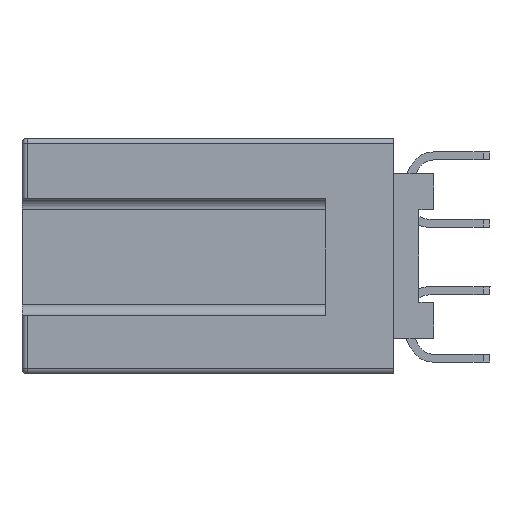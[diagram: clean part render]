
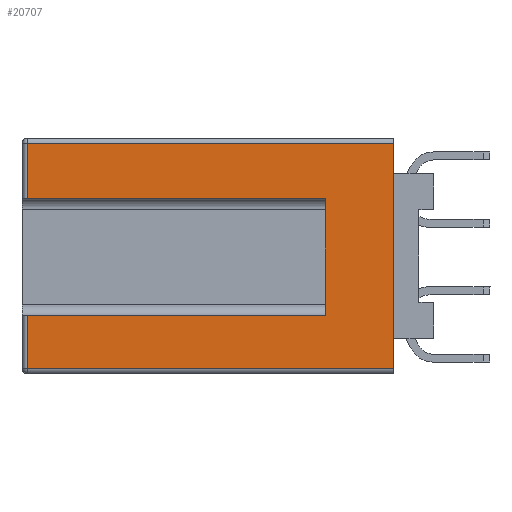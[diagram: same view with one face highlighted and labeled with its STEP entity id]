
A CAD part, left-side view. The second image highlights one B-rep face of the part: STEP entity #20707.
In plain terms, the highlighted planar face has unit normal (-1, 0, 0).
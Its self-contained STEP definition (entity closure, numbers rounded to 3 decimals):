
#629 = VERTEX_POINT ( 'NONE', #10350 ) ;
#662 = CARTESIAN_POINT ( 'NONE',  ( 0., 4.07, -6.68 ) ) ;
#1628 = CARTESIAN_POINT ( 'NONE',  ( 0., 15.3, -2.28 ) ) ;
#1674 = LINE ( 'NONE', #19559, #4597 ) ;
#1696 = VECTOR ( 'NONE', #27889, 1000. ) ;
#2042 = ORIENTED_EDGE ( 'NONE', *, *, #3968, .T. ) ;
#2463 = DIRECTION ( 'NONE',  ( 0., 0., -1. ) ) ;
#2489 = VERTEX_POINT ( 'NONE', #1628 ) ;
#2821 = LINE ( 'NONE', #14933, #28982 ) ;
#3170 = LINE ( 'NONE', #9327, #16915 ) ;
#3968 = EDGE_CURVE ( 'NONE', #18939, #629, #17165, .T. ) ;
#4093 = EDGE_CURVE ( 'NONE', #13097, #33581, #9992, .T. ) ;
#4597 = VECTOR ( 'NONE', #16577, 1000. ) ;
#7160 = CARTESIAN_POINT ( 'NONE',  ( 0., 4.07, -6.68 ) ) ;
#7429 = VECTOR ( 'NONE', #14181, 1000. ) ;
#7525 = VECTOR ( 'NONE', #2463, 1000. ) ;
#8927 = EDGE_CURVE ( 'NONE', #2489, #29868, #26253, .T. ) ;
#9322 = CARTESIAN_POINT ( 'NONE',  ( 0., 4.07, -2.28 ) ) ;
#9327 = CARTESIAN_POINT ( 'NONE',  ( 0., 1.5, 0. ) ) ;
#9988 = LINE ( 'NONE', #662, #23221 ) ;
#9992 = LINE ( 'NONE', #18942, #1696 ) ;
#10017 = ORIENTED_EDGE ( 'NONE', *, *, #16223, .T. ) ;
#10350 = CARTESIAN_POINT ( 'NONE',  ( 0., 1.5, -8.68 ) ) ;
#11698 = CARTESIAN_POINT ( 'NONE',  ( 0., 15.3, -0.2 ) ) ;
#11752 = DIRECTION ( 'NONE',  ( 0., 0., -1. ) ) ;
#12180 = EDGE_CURVE ( 'NONE', #29868, #33224, #1674, .T. ) ;
#12424 = EDGE_CURVE ( 'NONE', #30410, #18939, #14567, .T. ) ;
#13097 = VERTEX_POINT ( 'NONE', #25635 ) ;
#13242 = FACE_OUTER_BOUND ( 'NONE', #28323, .T. ) ;
#13443 = DIRECTION ( 'NONE',  ( 0., 0., -1. ) ) ;
#14181 = DIRECTION ( 'NONE',  ( 0., -1., 0. ) ) ;
#14567 = LINE ( 'NONE', #35055, #7525 ) ;
#14933 = CARTESIAN_POINT ( 'NONE',  ( 0., 15.3, 0. ) ) ;
#15836 = CARTESIAN_POINT ( 'NONE',  ( 0., 15.5, 0. ) ) ;
#16223 = EDGE_CURVE ( 'NONE', #33581, #2489, #2821, .T. ) ;
#16577 = DIRECTION ( 'NONE',  ( 0., 0., -1. ) ) ;
#16915 = VECTOR ( 'NONE', #30595, 1000. ) ;
#17089 = CARTESIAN_POINT ( 'NONE',  ( 0., 15.3, -8.68 ) ) ;
#17165 = LINE ( 'NONE', #27114, #7429 ) ;
#18226 = EDGE_CURVE ( 'NONE', #13097, #629, #3170, .T. ) ;
#18716 = ORIENTED_EDGE ( 'NONE', *, *, #18226, .F. ) ;
#18939 = VERTEX_POINT ( 'NONE', #17089 ) ;
#18942 = CARTESIAN_POINT ( 'NONE',  ( 0., 15.5, -0.2 ) ) ;
#19212 = DIRECTION ( 'NONE',  ( 1., 0., 0. ) ) ;
#19559 = CARTESIAN_POINT ( 'NONE',  ( 0., 4.07, -2.28 ) ) ;
#20286 = CARTESIAN_POINT ( 'NONE',  ( 0., 4.07, -2.28 ) ) ;
#20320 = CARTESIAN_POINT ( 'NONE',  ( 0., 15.3, -6.68 ) ) ;
#20707 = ADVANCED_FACE ( 'NONE', ( #13242 ), #24989, .F. ) ;
#21291 = ORIENTED_EDGE ( 'NONE', *, *, #8927, .T. ) ;
#22655 = ORIENTED_EDGE ( 'NONE', *, *, #38272, .T. ) ;
#23221 = VECTOR ( 'NONE', #34034, 1000. ) ;
#24655 = DIRECTION ( 'NONE',  ( 0., -1., 0. ) ) ;
#24989 = PLANE ( 'NONE',  #30555 ) ;
#25635 = CARTESIAN_POINT ( 'NONE',  ( 0., 1.5, -0.2 ) ) ;
#26253 = LINE ( 'NONE', #20286, #36793 ) ;
#27114 = CARTESIAN_POINT ( 'NONE',  ( 0., 15.5, -8.68 ) ) ;
#27476 = ORIENTED_EDGE ( 'NONE', *, *, #12424, .T. ) ;
#27889 = DIRECTION ( 'NONE',  ( 0., 1., 0. ) ) ;
#28323 = EDGE_LOOP ( 'NONE', ( #27476, #2042, #18716, #34148, #10017, #21291, #32231, #22655 ) ) ;
#28982 = VECTOR ( 'NONE', #11752, 1000. ) ;
#29868 = VERTEX_POINT ( 'NONE', #9322 ) ;
#30410 = VERTEX_POINT ( 'NONE', #20320 ) ;
#30555 = AXIS2_PLACEMENT_3D ( 'NONE', #15836, #19212, #13443 ) ;
#30595 = DIRECTION ( 'NONE',  ( 0., 0., -1. ) ) ;
#32231 = ORIENTED_EDGE ( 'NONE', *, *, #12180, .T. ) ;
#33224 = VERTEX_POINT ( 'NONE', #7160 ) ;
#33581 = VERTEX_POINT ( 'NONE', #11698 ) ;
#34034 = DIRECTION ( 'NONE',  ( 0., 1., 0. ) ) ;
#34148 = ORIENTED_EDGE ( 'NONE', *, *, #4093, .T. ) ;
#35055 = CARTESIAN_POINT ( 'NONE',  ( 0., 15.3, 0. ) ) ;
#36793 = VECTOR ( 'NONE', #24655, 1000. ) ;
#38272 = EDGE_CURVE ( 'NONE', #33224, #30410, #9988, .T. ) ;
